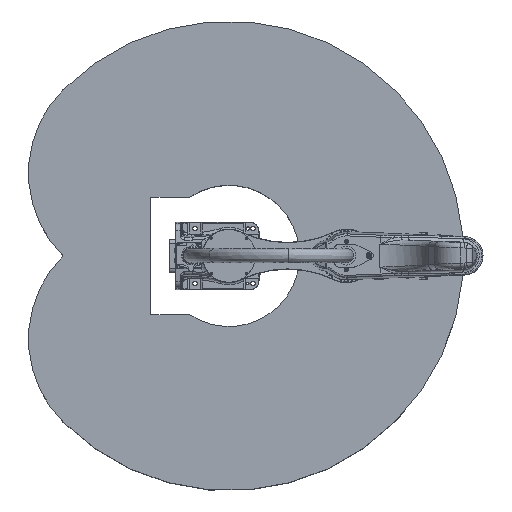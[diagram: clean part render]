
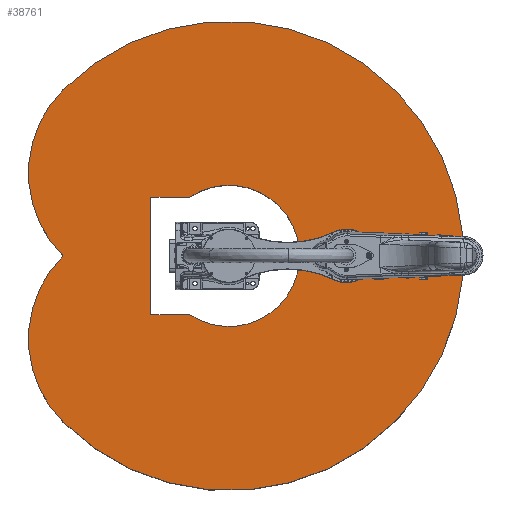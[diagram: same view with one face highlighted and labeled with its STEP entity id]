
A CAD part, top view. The second image highlights one B-rep face of the part: STEP entity #38761.
In plain terms, the highlighted planar face has unit normal (0, 0, 1).
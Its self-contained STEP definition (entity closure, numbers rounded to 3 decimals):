
#746=FACE_BOUND('',#14188,.T.);
#4232=LINE('',#84849,#6909);
#4236=LINE('',#84856,#6913);
#4239=LINE('',#84862,#6916);
#6909=VECTOR('',#52451,10.);
#6913=VECTOR('',#52457,10.);
#6916=VECTOR('',#52462,10.);
#7836=PLANE('',#42639);
#9473=CIRCLE('',#42640,350.);
#9474=CIRCLE('',#42641,700.);
#9475=CIRCLE('',#42642,350.);
#9476=CIRCLE('',#42643,210.494);
#11669=FACE_OUTER_BOUND('',#14187,.T.);
#14187=EDGE_LOOP('',(#34372,#34373,#34374));
#14188=EDGE_LOOP('',(#34375,#34376,#34377,#34378));
#18355=VERTEX_POINT('',#84846);
#18356=VERTEX_POINT('',#84848);
#18358=VERTEX_POINT('',#84854);
#18360=VERTEX_POINT('',#84860);
#18361=VERTEX_POINT('',#84864);
#18362=VERTEX_POINT('',#84865);
#18363=VERTEX_POINT('',#84867);
#23693=EDGE_CURVE('',#18356,#18355,#4232,.T.);
#23697=EDGE_CURVE('',#18355,#18358,#4236,.T.);
#23700=EDGE_CURVE('',#18358,#18360,#4239,.T.);
#23701=EDGE_CURVE('',#18361,#18362,#9473,.T.);
#23702=EDGE_CURVE('',#18362,#18363,#9474,.T.);
#23703=EDGE_CURVE('',#18363,#18361,#9475,.T.);
#23704=EDGE_CURVE('',#18360,#18356,#9476,.T.);
#34372=ORIENTED_EDGE('',*,*,#23701,.T.);
#34373=ORIENTED_EDGE('',*,*,#23702,.T.);
#34374=ORIENTED_EDGE('',*,*,#23703,.T.);
#34375=ORIENTED_EDGE('',*,*,#23693,.T.);
#34376=ORIENTED_EDGE('',*,*,#23697,.T.);
#34377=ORIENTED_EDGE('',*,*,#23700,.T.);
#34378=ORIENTED_EDGE('',*,*,#23704,.T.);
#38761=ADVANCED_FACE('',(#11669,#746),#7836,.T.);
#42639=AXIS2_PLACEMENT_3D('',#84863,#52463,#52464);
#42640=AXIS2_PLACEMENT_3D('',#84866,#52465,#52466);
#42641=AXIS2_PLACEMENT_3D('',#84868,#52467,#52468);
#42642=AXIS2_PLACEMENT_3D('',#84869,#52469,#52470);
#42643=AXIS2_PLACEMENT_3D('',#84870,#52471,#52472);
#52451=DIRECTION('',(-1.,0.,0.));
#52457=DIRECTION('',(0.,1.,0.));
#52462=DIRECTION('',(1.,0.,0.));
#52463=DIRECTION('center_axis',(0.,0.,1.));
#52464=DIRECTION('ref_axis',(1.,0.,0.));
#52465=DIRECTION('center_axis',(0.,0.,1.));
#52466=DIRECTION('ref_axis',(0.707,-0.707,0.));
#52467=DIRECTION('center_axis',(0.,0.,1.));
#52468=DIRECTION('ref_axis',(0.707,0.707,0.));
#52469=DIRECTION('center_axis',(0.,0.,1.));
#52470=DIRECTION('ref_axis',(0.707,-0.707,0.));
#52471=DIRECTION('center_axis',(0.,0.,-1.));
#52472=DIRECTION('ref_axis',(-1.,0.,0.));
#84846=CARTESIAN_POINT('',(-233.,-175.,400.));
#84848=CARTESIAN_POINT('',(-116.973,-175.,400.));
#84849=CARTESIAN_POINT('',(45.953,-175.,400.));
#84854=CARTESIAN_POINT('',(-233.,175.,400.));
#84856=CARTESIAN_POINT('',(-233.,-87.5,400.));
#84860=CARTESIAN_POINT('',(-116.973,175.,400.));
#84862=CARTESIAN_POINT('',(-108.047,175.,400.));
#84863=CARTESIAN_POINT('Origin',(16.906,0.,
400.));
#84864=CARTESIAN_POINT('',(-494.975,0.,400.));
#84865=CARTESIAN_POINT('',(-494.975,-494.975,400.));
#84866=CARTESIAN_POINT('Origin',(-247.487,-247.487,400.));
#84867=CARTESIAN_POINT('',(-494.975,494.975,400.));
#84868=CARTESIAN_POINT('Origin',(0.,0.,400.));
#84869=CARTESIAN_POINT('Origin',(-247.487,247.487,400.));
#84870=CARTESIAN_POINT('Origin',(0.,0.,400.));
